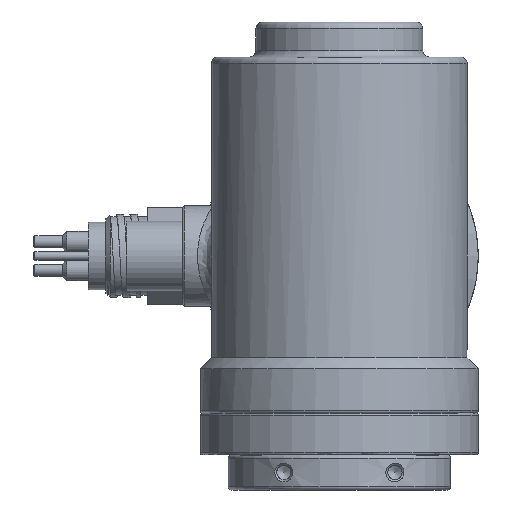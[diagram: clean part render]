
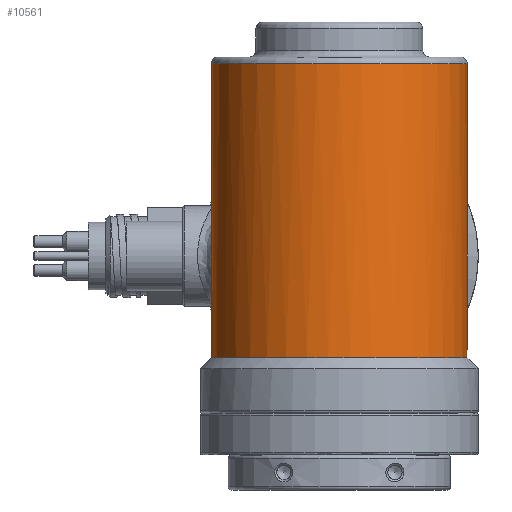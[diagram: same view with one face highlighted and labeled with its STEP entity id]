
A CAD part, left-side view. The second image highlights one B-rep face of the part: STEP entity #10561.
In plain terms, the highlighted cylindrical face has radius 29.21 mm (diameter 58.42 mm), a full revolution.
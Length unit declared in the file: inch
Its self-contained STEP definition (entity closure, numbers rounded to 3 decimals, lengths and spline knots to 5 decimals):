
#343=ELLIPSE('',#11414,1.62635,1.15);
#344=ELLIPSE('',#11415,1.62635,1.15);
#345=ELLIPSE('',#11416,1.62635,1.15);
#346=ELLIPSE('',#11417,1.62635,1.15);
#1198=FACE_OUTER_BOUND('',#1839,.T.);
#1839=EDGE_LOOP('',(#8430,#8431,#8432,#8433,#8434,#8435,#8436,#8437,#8438));
#2327=CIRCLE('',#11447,1.15);
#2337=CIRCLE('',#11463,1.15);
#2338=CIRCLE('',#11464,1.15);
#3183=LINE('',#20522,#3761);
#3761=VECTOR('',#13618,1.15);
#4557=VERTEX_POINT('',#20412);
#4558=VERTEX_POINT('',#20414);
#4559=VERTEX_POINT('',#20416);
#4560=VERTEX_POINT('',#20418);
#4563=VERTEX_POINT('',#20442);
#4578=VERTEX_POINT('',#20516);
#4579=VERTEX_POINT('',#20518);
#5879=EDGE_CURVE('',#4558,#4557,#343,.T.);
#5880=EDGE_CURVE('',#4559,#4558,#344,.T.);
#5881=EDGE_CURVE('',#4560,#4559,#345,.T.);
#5885=EDGE_CURVE('',#4557,#4563,#346,.T.);
#5908=EDGE_CURVE('',#4563,#4560,#2327,.T.);
#5919=EDGE_CURVE('',#4578,#4579,#2337,.T.);
#5920=EDGE_CURVE('',#4579,#4578,#2338,.T.);
#5921=EDGE_CURVE('',#4579,#4558,#3183,.T.);
#8430=ORIENTED_EDGE('',*,*,#5920,.F.);
#8431=ORIENTED_EDGE('',*,*,#5921,.T.);
#8432=ORIENTED_EDGE('',*,*,#5879,.T.);
#8433=ORIENTED_EDGE('',*,*,#5885,.T.);
#8434=ORIENTED_EDGE('',*,*,#5908,.T.);
#8435=ORIENTED_EDGE('',*,*,#5881,.T.);
#8436=ORIENTED_EDGE('',*,*,#5880,.T.);
#8437=ORIENTED_EDGE('',*,*,#5921,.F.);
#8438=ORIENTED_EDGE('',*,*,#5919,.F.);
#9556=CYLINDRICAL_SURFACE('',#11465,1.15);
#10561=ADVANCED_FACE('',(#1198),#9556,.T.);
#11414=AXIS2_PLACEMENT_3D('',#20415,#13506,#13507);
#11415=AXIS2_PLACEMENT_3D('',#20417,#13508,#13509);
#11416=AXIS2_PLACEMENT_3D('',#20419,#13510,#13511);
#11417=AXIS2_PLACEMENT_3D('',#20449,#13512,#13513);
#11447=AXIS2_PLACEMENT_3D('',#20494,#13579,#13580);
#11463=AXIS2_PLACEMENT_3D('',#20519,#13612,#13613);
#11464=AXIS2_PLACEMENT_3D('',#20520,#13614,#13615);
#11465=AXIS2_PLACEMENT_3D('',#20521,#13616,#13617);
#13506=DIRECTION('center_axis',(-0.707,0.,0.707));
#13507=DIRECTION('ref_axis',(-0.707,0.,-0.707));
#13508=DIRECTION('center_axis',(-0.707,0.,0.707));
#13509=DIRECTION('ref_axis',(-0.707,0.,-0.707));
#13510=DIRECTION('center_axis',(-0.707,0.,-0.707));
#13511=DIRECTION('ref_axis',(0.707,0.,-0.707));
#13512=DIRECTION('center_axis',(-0.707,0.,-0.707));
#13513=DIRECTION('ref_axis',(0.707,0.,-0.707));
#13579=DIRECTION('center_axis',(0.,0.,1.));
#13580=DIRECTION('ref_axis',(-1.,0.,0.));
#13612=DIRECTION('center_axis',(0.,0.,1.));
#13613=DIRECTION('ref_axis',(-1.,0.,0.));
#13614=DIRECTION('center_axis',(0.,0.,1.));
#13615=DIRECTION('ref_axis',(-1.,0.,0.));
#13616=DIRECTION('center_axis',(0.,0.,1.));
#13617=DIRECTION('ref_axis',(-1.,0.,0.));
#13618=DIRECTION('',(0.,0.,-1.));
#20412=CARTESIAN_POINT('',(0.,1.15,0.));
#20414=CARTESIAN_POINT('',(1.15,0.,1.15));
#20415=CARTESIAN_POINT('Origin',(0.,0.,0.));
#20416=CARTESIAN_POINT('',(0.,-1.15,0.));
#20417=CARTESIAN_POINT('Origin',(0.,0.,0.));
#20418=CARTESIAN_POINT('',(0.91374,-0.69827,-0.91374));
#20419=CARTESIAN_POINT('Origin',(0.,0.,0.));
#20442=CARTESIAN_POINT('',(0.91374,0.69827,-0.91374));
#20449=CARTESIAN_POINT('Origin',(0.,0.,0.));
#20494=CARTESIAN_POINT('Origin',(0.,0.,-0.91374));
#20516=CARTESIAN_POINT('',(-1.15,0.,1.72924));
#20518=CARTESIAN_POINT('',(1.15,0.,1.72924));
#20519=CARTESIAN_POINT('Origin',(0.,0.,1.72924));
#20520=CARTESIAN_POINT('Origin',(0.,0.,1.72924));
#20521=CARTESIAN_POINT('Origin',(0.,0.,0.));
#20522=CARTESIAN_POINT('',(1.15,0.,0.));
